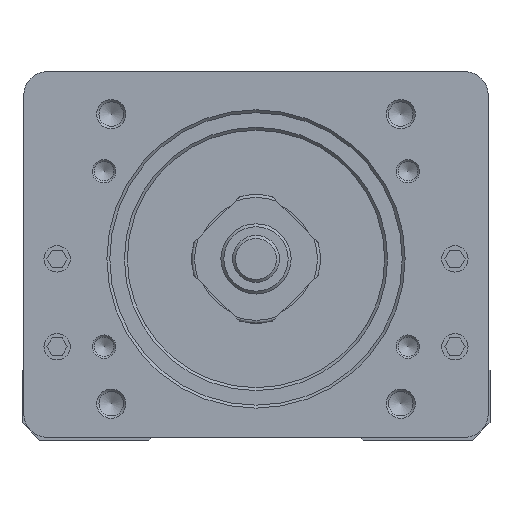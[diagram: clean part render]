
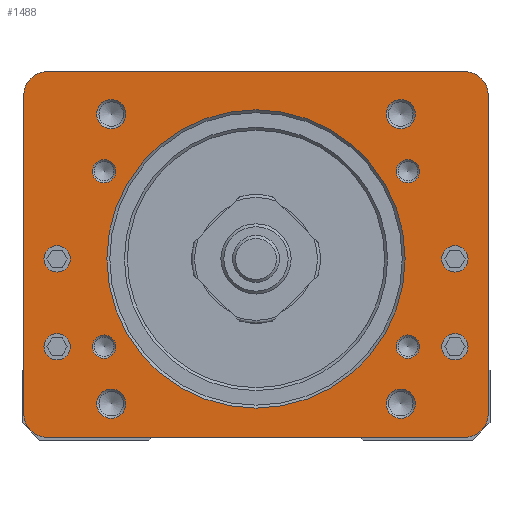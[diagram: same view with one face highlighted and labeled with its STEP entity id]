
A CAD part, front view. The second image highlights one B-rep face of the part: STEP entity #1488.
In plain terms, the highlighted planar face has unit normal (0, -1, 0).
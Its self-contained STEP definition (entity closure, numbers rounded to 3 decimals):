
#822=FACE_BOUND('',#4114,.T.);
#823=FACE_BOUND('',#4115,.T.);
#824=FACE_BOUND('',#4116,.T.);
#825=FACE_BOUND('',#4117,.T.);
#826=FACE_BOUND('',#4118,.T.);
#827=FACE_BOUND('',#4119,.T.);
#828=FACE_BOUND('',#4120,.T.);
#829=FACE_BOUND('',#4121,.T.);
#830=FACE_BOUND('',#4122,.T.);
#831=FACE_BOUND('',#4123,.T.);
#832=FACE_BOUND('',#4124,.T.);
#833=FACE_BOUND('',#4125,.T.);
#834=FACE_BOUND('',#4126,.T.);
#835=FACE_BOUND('',#4127,.T.);
#1488=ADVANCED_FACE('',(#822,#823,#824,#825,#826,#827,#828,#829,#830,#831,
#832,#833,#834,#835),#2520,.T.);
#2520=PLANE('',#18789);
#4114=EDGE_LOOP('',(#6648));
#4115=EDGE_LOOP('',(#6649));
#4116=EDGE_LOOP('',(#6650));
#4117=EDGE_LOOP('',(#6651));
#4118=EDGE_LOOP('',(#6652));
#4119=EDGE_LOOP('',(#6653));
#4120=EDGE_LOOP('',(#6654));
#4121=EDGE_LOOP('',(#6655));
#4122=EDGE_LOOP('',(#6656));
#4123=EDGE_LOOP('',(#6657));
#4124=EDGE_LOOP('',(#6658));
#4125=EDGE_LOOP('',(#6659));
#4126=EDGE_LOOP('',(#6660));
#4127=EDGE_LOOP('',(#6661,#6662,#6663,#6664,#6665,#6666,#6667,#6668));
#5488=CIRCLE('',#18765,4.);
#5489=CIRCLE('',#18767,4.);
#5491=CIRCLE('',#18770,4.);
#5493=CIRCLE('',#18774,4.);
#5494=CIRCLE('',#18776,25.5);
#5495=CIRCLE('',#18777,2.5);
#5496=CIRCLE('',#18778,2.5);
#5497=CIRCLE('',#18779,2.5);
#5498=CIRCLE('',#18780,2.5);
#5499=CIRCLE('',#18781,2.);
#5500=CIRCLE('',#18782,2.);
#5501=CIRCLE('',#18783,2.);
#5502=CIRCLE('',#18784,2.);
#5503=CIRCLE('',#18785,2.25);
#5504=CIRCLE('',#18786,2.25);
#5505=CIRCLE('',#18787,2.25);
#5506=CIRCLE('',#18788,2.25);
#6648=ORIENTED_EDGE('',*,*,#13082,.T.);
#6649=ORIENTED_EDGE('',*,*,#13083,.T.);
#6650=ORIENTED_EDGE('',*,*,#13084,.T.);
#6651=ORIENTED_EDGE('',*,*,#13085,.T.);
#6652=ORIENTED_EDGE('',*,*,#13086,.T.);
#6653=ORIENTED_EDGE('',*,*,#13087,.T.);
#6654=ORIENTED_EDGE('',*,*,#13088,.T.);
#6655=ORIENTED_EDGE('',*,*,#13089,.T.);
#6656=ORIENTED_EDGE('',*,*,#13090,.T.);
#6657=ORIENTED_EDGE('',*,*,#13091,.T.);
#6658=ORIENTED_EDGE('',*,*,#13092,.T.);
#6659=ORIENTED_EDGE('',*,*,#13093,.T.);
#6660=ORIENTED_EDGE('',*,*,#13094,.T.);
#6661=ORIENTED_EDGE('',*,*,#13066,.T.);
#6662=ORIENTED_EDGE('',*,*,#12703,.T.);
#6663=ORIENTED_EDGE('',*,*,#13067,.T.);
#6664=ORIENTED_EDGE('',*,*,#13040,.T.);
#6665=ORIENTED_EDGE('',*,*,#13070,.T.);
#6666=ORIENTED_EDGE('',*,*,#13077,.T.);
#6667=ORIENTED_EDGE('',*,*,#13081,.T.);
#6668=ORIENTED_EDGE('',*,*,#13030,.T.);
#10957=VERTEX_POINT('',#25570);
#10958=VERTEX_POINT('',#25572);
#11237=VERTEX_POINT('',#26443);
#11238=VERTEX_POINT('',#26445);
#11245=VERTEX_POINT('',#26463);
#11246=VERTEX_POINT('',#26465);
#11267=VERTEX_POINT('',#26520);
#11273=VERTEX_POINT('',#26534);
#11274=VERTEX_POINT('',#26543);
#11275=VERTEX_POINT('',#26545);
#11276=VERTEX_POINT('',#26547);
#11277=VERTEX_POINT('',#26549);
#11278=VERTEX_POINT('',#26551);
#11279=VERTEX_POINT('',#26553);
#11280=VERTEX_POINT('',#26555);
#11281=VERTEX_POINT('',#26557);
#11282=VERTEX_POINT('',#26559);
#11283=VERTEX_POINT('',#26561);
#11284=VERTEX_POINT('',#26563);
#11285=VERTEX_POINT('',#26565);
#11286=VERTEX_POINT('',#26567);
#12703=EDGE_CURVE('',#10958,#10957,#15127,.T.);
#13030=EDGE_CURVE('',#11238,#11237,#15332,.T.);
#13040=EDGE_CURVE('',#11246,#11245,#15341,.T.);
#13066=EDGE_CURVE('',#11237,#10958,#5488,.T.);
#13067=EDGE_CURVE('',#10957,#11246,#5489,.T.);
#13070=EDGE_CURVE('',#11245,#11267,#5491,.T.);
#13077=EDGE_CURVE('',#11267,#11273,#15362,.T.);
#13081=EDGE_CURVE('',#11273,#11238,#5493,.T.);
#13082=EDGE_CURVE('',#11274,#11274,#5494,.T.);
#13083=EDGE_CURVE('',#11275,#11275,#5495,.T.);
#13084=EDGE_CURVE('',#11276,#11276,#5496,.T.);
#13085=EDGE_CURVE('',#11277,#11277,#5497,.T.);
#13086=EDGE_CURVE('',#11278,#11278,#5498,.T.);
#13087=EDGE_CURVE('',#11279,#11279,#5499,.T.);
#13088=EDGE_CURVE('',#11280,#11280,#5500,.T.);
#13089=EDGE_CURVE('',#11281,#11281,#5501,.T.);
#13090=EDGE_CURVE('',#11282,#11282,#5502,.T.);
#13091=EDGE_CURVE('',#11283,#11283,#5503,.T.);
#13092=EDGE_CURVE('',#11284,#11284,#5504,.T.);
#13093=EDGE_CURVE('',#11285,#11285,#5505,.T.);
#13094=EDGE_CURVE('',#11286,#11286,#5506,.T.);
#15127=LINE('',#25571,#16852);
#15332=LINE('',#26444,#17057);
#15341=LINE('',#26464,#17066);
#15362=LINE('',#26535,#17087);
#16852=VECTOR('',#20362,1.);
#17057=VECTOR('',#20895,1.);
#17066=VECTOR('',#20910,1.);
#17087=VECTOR('',#20975,1.);
#18765=AXIS2_PLACEMENT_3D('',#26513,#20954,#20955);
#18767=AXIS2_PLACEMENT_3D('',#26515,#20958,#20959);
#18770=AXIS2_PLACEMENT_3D('',#26521,#20965,#20966);
#18774=AXIS2_PLACEMENT_3D('',#26540,#20982,#20983);
#18776=AXIS2_PLACEMENT_3D('',#26542,#20986,#20987);
#18777=AXIS2_PLACEMENT_3D('',#26544,#20988,#20989);
#18778=AXIS2_PLACEMENT_3D('',#26546,#20990,#20991);
#18779=AXIS2_PLACEMENT_3D('',#26548,#20992,#20993);
#18780=AXIS2_PLACEMENT_3D('',#26550,#20994,#20995);
#18781=AXIS2_PLACEMENT_3D('',#26552,#20996,#20997);
#18782=AXIS2_PLACEMENT_3D('',#26554,#20998,#20999);
#18783=AXIS2_PLACEMENT_3D('',#26556,#21000,#21001);
#18784=AXIS2_PLACEMENT_3D('',#26558,#21002,#21003);
#18785=AXIS2_PLACEMENT_3D('',#26560,#21004,#21005);
#18786=AXIS2_PLACEMENT_3D('',#26562,#21006,#21007);
#18787=AXIS2_PLACEMENT_3D('',#26564,#21008,#21009);
#18788=AXIS2_PLACEMENT_3D('',#26566,#21010,#21011);
#18789=AXIS2_PLACEMENT_3D('',#26568,#21012,#21013);
#20362=DIRECTION('',(1.,0.,0.));
#20895=DIRECTION('',(0.,0.,-1.));
#20910=DIRECTION('',(0.,0.,1.));
#20954=DIRECTION('',(0.,-1.,0.));
#20955=DIRECTION('',(1.,0.,0.));
#20958=DIRECTION('',(0.,-1.,0.));
#20959=DIRECTION('',(1.,0.,0.));
#20965=DIRECTION('',(0.,-1.,0.));
#20966=DIRECTION('',(1.,0.,0.));
#20975=DIRECTION('',(-1.,0.,0.));
#20982=DIRECTION('',(0.,-1.,0.));
#20983=DIRECTION('',(1.,0.,0.));
#20986=DIRECTION('',(0.,1.,0.));
#20987=DIRECTION('',(0.,0.,-1.));
#20988=DIRECTION('',(0.,1.,0.));
#20989=DIRECTION('',(0.,0.,-1.));
#20990=DIRECTION('',(0.,1.,0.));
#20991=DIRECTION('',(0.,0.,-1.));
#20992=DIRECTION('',(0.,1.,0.));
#20993=DIRECTION('',(0.,0.,-1.));
#20994=DIRECTION('',(0.,1.,0.));
#20995=DIRECTION('',(0.,0.,-1.));
#20996=DIRECTION('',(0.,1.,0.));
#20997=DIRECTION('',(0.,0.,-1.));
#20998=DIRECTION('',(0.,1.,0.));
#20999=DIRECTION('',(0.,0.,-1.));
#21000=DIRECTION('',(0.,1.,0.));
#21001=DIRECTION('',(0.,0.,-1.));
#21002=DIRECTION('',(0.,1.,0.));
#21003=DIRECTION('',(0.,0.,-1.));
#21004=DIRECTION('',(0.,1.,0.));
#21005=DIRECTION('',(0.,0.,-1.));
#21006=DIRECTION('',(0.,1.,0.));
#21007=DIRECTION('',(0.,0.,-1.));
#21008=DIRECTION('',(0.,1.,0.));
#21009=DIRECTION('',(0.,0.,-1.));
#21010=DIRECTION('',(0.,1.,0.));
#21011=DIRECTION('',(0.,0.,-1.));
#21012=DIRECTION('',(0.,-1.,0.));
#21013=DIRECTION('',(0.,0.,1.));
#25570=CARTESIAN_POINT('',(35.7,-243.7,-18.5));
#25571=CARTESIAN_POINT('',(-35.7,-243.7,-18.5));
#25572=CARTESIAN_POINT('',(-35.7,-243.7,-18.5));
#26443=CARTESIAN_POINT('',(-39.7,-243.7,-14.5));
#26444=CARTESIAN_POINT('',(-39.7,-243.7,40.));
#26445=CARTESIAN_POINT('',(-39.7,-243.7,40.));
#26463=CARTESIAN_POINT('',(39.7,-243.7,40.));
#26464=CARTESIAN_POINT('',(39.7,-243.7,-14.5));
#26465=CARTESIAN_POINT('',(39.7,-243.7,-14.5));
#26513=CARTESIAN_POINT('',(-35.7,-243.7,-14.5));
#26515=CARTESIAN_POINT('',(35.7,-243.7,-14.5));
#26520=CARTESIAN_POINT('',(35.7,-243.7,44.));
#26521=CARTESIAN_POINT('',(35.7,-243.7,40.));
#26534=CARTESIAN_POINT('',(-35.7,-243.7,44.));
#26535=CARTESIAN_POINT('',(35.7,-243.7,44.));
#26540=CARTESIAN_POINT('',(-35.7,-243.7,40.));
#26542=CARTESIAN_POINT('',(0.,-243.7,12.));
#26543=CARTESIAN_POINT('',(0.,-243.7,-13.5));
#26544=CARTESIAN_POINT('',(-24.749,-243.7,36.749));
#26545=CARTESIAN_POINT('',(-24.749,-243.7,34.249));
#26546=CARTESIAN_POINT('',(-24.749,-243.7,-12.749));
#26547=CARTESIAN_POINT('',(-24.749,-243.7,-15.249));
#26548=CARTESIAN_POINT('',(24.749,-243.7,-12.749));
#26549=CARTESIAN_POINT('',(24.749,-243.7,-15.249));
#26550=CARTESIAN_POINT('',(24.749,-243.7,36.749));
#26551=CARTESIAN_POINT('',(24.749,-243.7,34.249));
#26552=CARTESIAN_POINT('',(25.981,-243.7,-3.));
#26553=CARTESIAN_POINT('',(25.981,-243.7,-5.));
#26554=CARTESIAN_POINT('',(25.981,-243.7,27.));
#26555=CARTESIAN_POINT('',(25.981,-243.7,25.));
#26556=CARTESIAN_POINT('',(-25.981,-243.7,-3.));
#26557=CARTESIAN_POINT('',(-25.981,-243.7,-5.));
#26558=CARTESIAN_POINT('',(-25.981,-243.7,27.));
#26559=CARTESIAN_POINT('',(-25.981,-243.7,25.));
#26560=CARTESIAN_POINT('',(-34.,-243.7,-3.));
#26561=CARTESIAN_POINT('',(-34.,-243.7,-5.25));
#26562=CARTESIAN_POINT('',(-34.,-243.7,12.));
#26563=CARTESIAN_POINT('',(-34.,-243.7,9.75));
#26564=CARTESIAN_POINT('',(34.,-243.7,-3.));
#26565=CARTESIAN_POINT('',(34.,-243.7,-5.25));
#26566=CARTESIAN_POINT('',(34.,-243.7,12.));
#26567=CARTESIAN_POINT('',(34.,-243.7,9.75));
#26568=CARTESIAN_POINT('',(-35.7,-243.7,-14.5));
